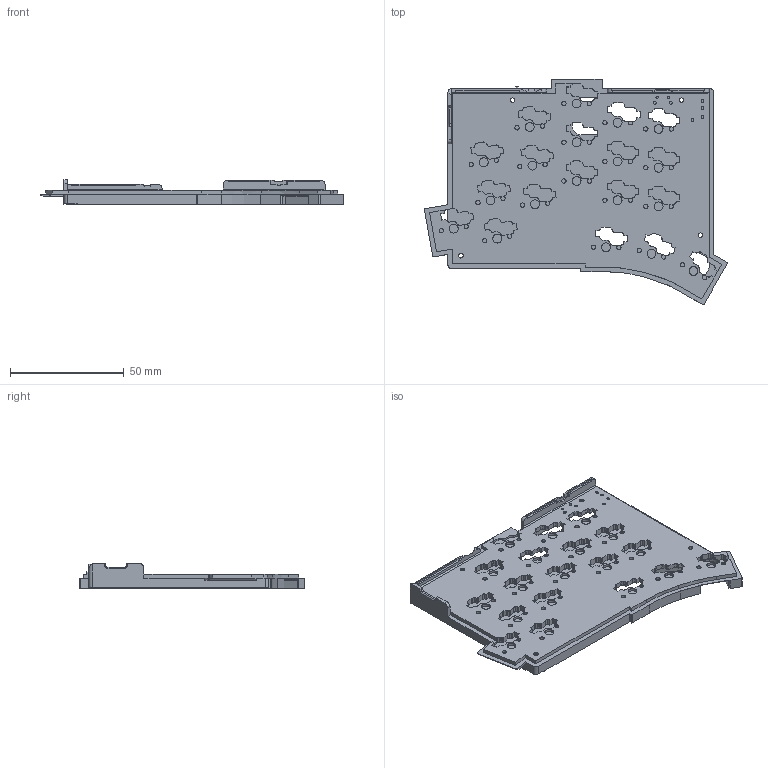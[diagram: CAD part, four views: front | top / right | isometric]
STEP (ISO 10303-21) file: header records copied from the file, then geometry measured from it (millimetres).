
FILE_DESCRIPTION(/* description */ (''),/* implementation_level */ '2;1');
FILE_NAME(/* name */ 'TOTEMcase_v08_6mm_BLE_Tenting_Bottom_L.step',/* time_stamp */ '2024-08-31T19:49:37+08:00',/* author */ (''),/* organization */ (''),/* preprocessor_version */ 'ST-DEVELOPER v20',/* originating_system */ 'Autodesk Translation Framework v13.14.0.145',/* authorisation */ '');
FILE_SCHEMA (('AUTOMOTIVE_DESIGN { 1 0 10303 214 3 1 1 }'));
Length unit declared in the file: millimetre
Products named in the file (1): TOTEMcase_BLE_adaptation_L
Bounding box: 133.11 x 99.01 x 10.89 mm (x, y, z)
Volume: 47385.9 mm3; surface area: 26542.1 mm2
Topology: 2 solids, 6 shells, 1250 faces, 3445 edges, 2282 vertices
Faces by surface type: plane 611, bspline 491, cylinder 129, cone 12, torus 7
Full cylindrical faces by diameter (mm): 1 x2, 1.053 x1, 1.135 x1, 1.3 x2, 1.9 x21, 2 x4, 3.9 x19, 4.3 x4, 6.785 x1, 6.798 x1, 9 x7
Entity records: 45952 total; most frequent: CARTESIAN_POINT 16820, ORIENTED_EDGE 6890, DIRECTION 4525, EDGE_CURVE 3445, VERTEX_POINT 2282, LINE 2209, VECTOR 2209, EDGE_LOOP 1349
